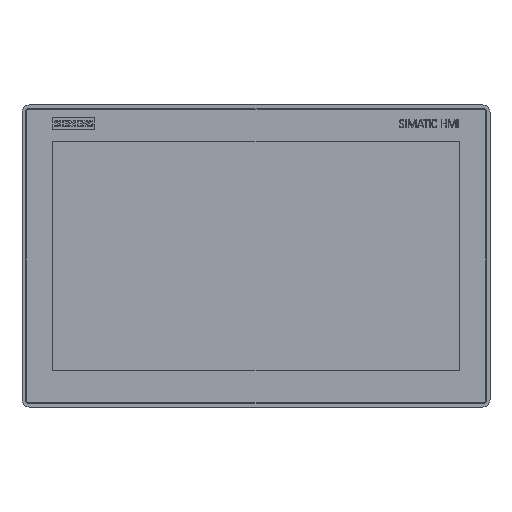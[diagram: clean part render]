
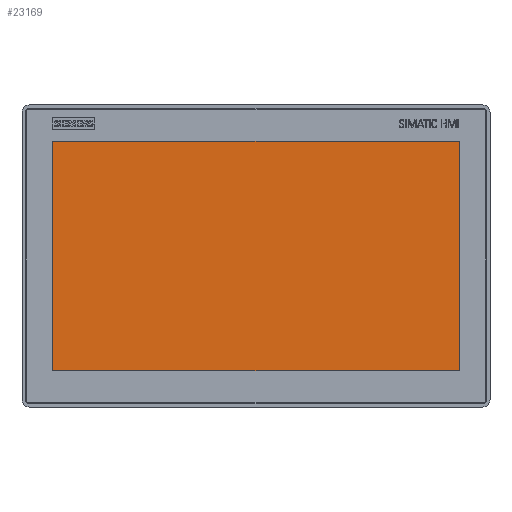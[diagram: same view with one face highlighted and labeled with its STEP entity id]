
A CAD part, top view. The second image highlights one B-rep face of the part: STEP entity #23169.
In plain terms, the highlighted planar face has unit normal (0, 0, 1).
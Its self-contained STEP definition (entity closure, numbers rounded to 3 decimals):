
#17459=LINE('',#64192,#20347);
#17460=LINE('',#64195,#20348);
#17461=LINE('',#64197,#20349);
#17462=LINE('',#64199,#20350);
#20347=VECTOR('',#56081,1.);
#20348=VECTOR('',#56082,1.);
#20349=VECTOR('',#56083,1.);
#20350=VECTOR('',#56084,1.);
#23169=ADVANCED_FACE('',(#26650),#25145,.T.);
#25145=PLANE('',#52614);
#26650=FACE_OUTER_BOUND('',#28633,.T.);
#28633=EDGE_LOOP('',(#32531,#32532,#32533,#32534));
#32531=ORIENTED_EDGE('',*,*,#45287,.F.);
#32532=ORIENTED_EDGE('',*,*,#45288,.F.);
#32533=ORIENTED_EDGE('',*,*,#45289,.F.);
#32534=ORIENTED_EDGE('',*,*,#45290,.F.);
#41483=VERTEX_POINT('',#64193);
#41484=VERTEX_POINT('',#64194);
#41485=VERTEX_POINT('',#64196);
#41486=VERTEX_POINT('',#64198);
#45287=EDGE_CURVE('',#41483,#41484,#17459,.T.);
#45288=EDGE_CURVE('',#41485,#41483,#17460,.T.);
#45289=EDGE_CURVE('',#41486,#41485,#17461,.T.);
#45290=EDGE_CURVE('',#41484,#41486,#17462,.T.);
#52614=AXIS2_PLACEMENT_3D('',#64200,#56085,#56086);
#56081=DIRECTION('',(0.,1.,0.));
#56082=DIRECTION('',(-1.,0.,0.));
#56083=DIRECTION('',(0.,-1.,0.));
#56084=DIRECTION('',(1.,0.,0.));
#56085=DIRECTION('',(0.,0.,1.));
#56086=DIRECTION('',(1.,0.,0.));
#64192=CARTESIAN_POINT('',(-357.992,-278.992,-16.91));
#64193=CARTESIAN_POINT('',(-357.992,-473.992,-16.91));
#64194=CARTESIAN_POINT('',(-357.992,-278.992,-16.91));
#64195=CARTESIAN_POINT('',(-357.992,-473.992,-16.91));
#64196=CARTESIAN_POINT('',(-11.992,-473.992,-16.91));
#64197=CARTESIAN_POINT('',(-11.992,-473.992,-16.91));
#64198=CARTESIAN_POINT('',(-11.992,-278.992,-16.91));
#64199=CARTESIAN_POINT('',(-11.992,-278.992,-16.91));
#64200=CARTESIAN_POINT('',(0.,0.,-16.91));
